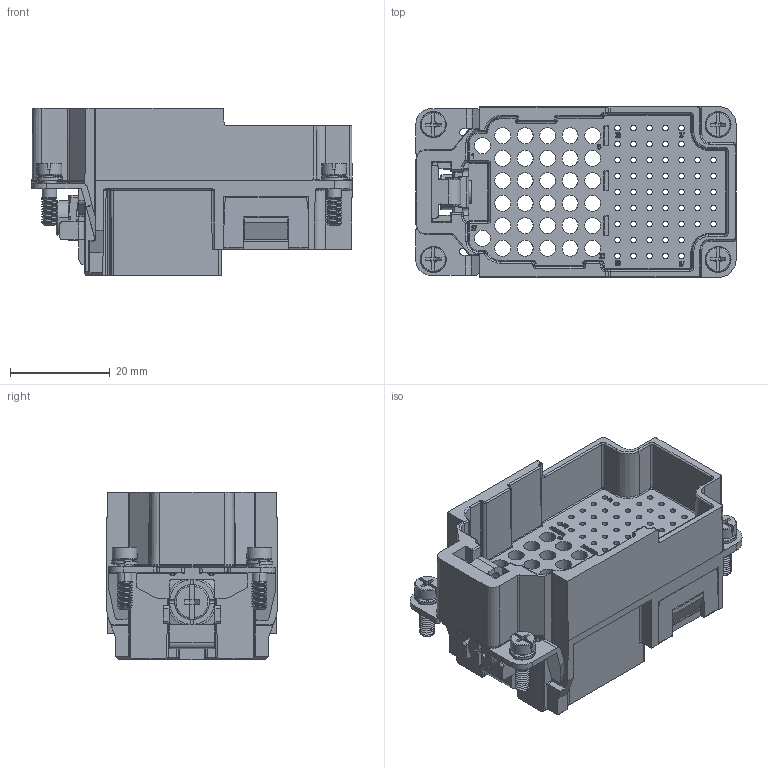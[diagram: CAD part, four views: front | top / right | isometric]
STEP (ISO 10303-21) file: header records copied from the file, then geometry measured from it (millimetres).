
FILE_DESCRIPTION(/* description */ (''),/* implementation_level */ '2;1');
FILE_NAME(/* name */ '3D_1280870100001_HK-032_55-MC_V1.0_stp.stp',/* time_stamp */ '2024-02-02T11:06:12+08:00',/* author */ (''),/* organization */ (''),/* preprocessor_version */ 'ST-DEVELOPER v18.1',/* originating_system */ 'SIEMENS PLM Software NX 1980',/* authorisation */ '');
FILE_SCHEMA (('AUTOMOTIVE_DESIGN { 1 0 10303 214 3 1 1 1 }'));
Products named in the file (1): 13183FDC2A7C7esy
Bounding box: 64.13 x 34.2 x 33.6 mm (x, y, z)
Volume: 21687.3 mm3; surface area: 28771.8 mm2
Topology: 1 solids, 1 shells, 1804 faces, 4987 edges, 3205 vertices
Faces by surface type: cone 621, plane 600, cylinder 346, bspline 100, torus 72, extrusion 50, sphere 15
Entity records: 73796 total; most frequent: CARTESIAN_POINT 29038, ORIENTED_EDGE 9904, DIRECTION 8451, EDGE_CURVE 4952, VERTEX_POINT 3205, AXIS2_PLACEMENT_3D 3149, EDGE_LOOP 2191, VECTOR 2153
